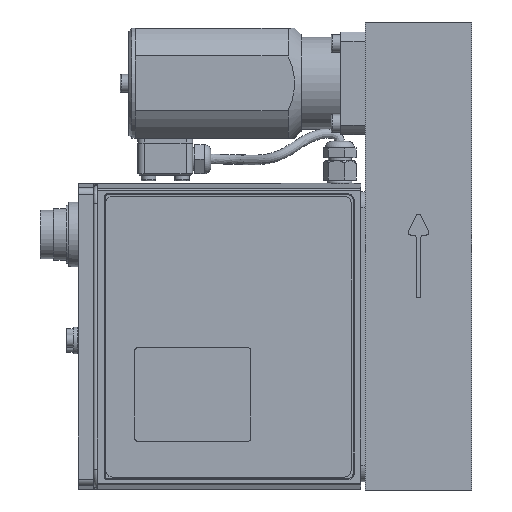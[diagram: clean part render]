
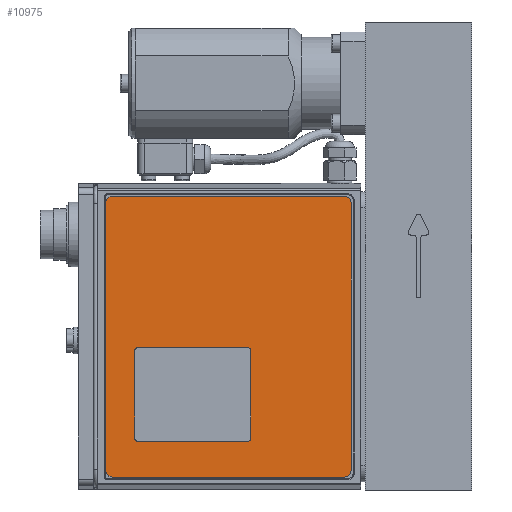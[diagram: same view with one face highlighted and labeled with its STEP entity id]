
A CAD part, left-side view. The second image highlights one B-rep face of the part: STEP entity #10975.
In plain terms, the highlighted planar face has unit normal (-1, 0, 0).
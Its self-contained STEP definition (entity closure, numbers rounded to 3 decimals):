
#682=LINE('',#18145,#1470);
#685=LINE('',#18153,#1473);
#688=LINE('',#18161,#1476);
#691=LINE('',#18169,#1479);
#694=LINE('',#18177,#1482);
#698=LINE('',#18186,#1486);
#701=LINE('',#18194,#1489);
#704=LINE('',#18202,#1492);
#1470=VECTOR('',#14101,34.);
#1473=VECTOR('',#14110,27.);
#1476=VECTOR('',#14119,34.);
#1479=VECTOR('',#14128,27.);
#1482=VECTOR('',#14137,72.);
#1486=VECTOR('',#14147,83.);
#1489=VECTOR('',#14156,72.);
#1492=VECTOR('',#14165,83.);
#2231=PLANE('',#11955);
#2491=FACE_BOUND('',#3678,.T.);
#2956=FACE_OUTER_BOUND('',#3677,.T.);
#3677=EDGE_LOOP('',(#8671,#8672,#8673,#8674,#8675,#8676,#8677,#8678));
#3678=EDGE_LOOP('',(#8679,#8680,#8681,#8682,#8683,#8684,#8685,#8686));
#4458=CIRCLE('',#11933,1.);
#4459=CIRCLE('',#11936,1.);
#4460=CIRCLE('',#11939,1.);
#4461=CIRCLE('',#11942,1.);
#4462=CIRCLE('',#11945,2.);
#4463=CIRCLE('',#11948,2.);
#4464=CIRCLE('',#11951,2.);
#4465=CIRCLE('',#11954,2.);
#5220=VERTEX_POINT('',#18142);
#5221=VERTEX_POINT('',#18144);
#5222=VERTEX_POINT('',#18148);
#5223=VERTEX_POINT('',#18152);
#5224=VERTEX_POINT('',#18156);
#5225=VERTEX_POINT('',#18160);
#5226=VERTEX_POINT('',#18164);
#5227=VERTEX_POINT('',#18168);
#5228=VERTEX_POINT('',#18174);
#5229=VERTEX_POINT('',#18176);
#5230=VERTEX_POINT('',#18180);
#5231=VERTEX_POINT('',#18184);
#5232=VERTEX_POINT('',#18188);
#5233=VERTEX_POINT('',#18192);
#5234=VERTEX_POINT('',#18196);
#5235=VERTEX_POINT('',#18200);
#6459=EDGE_CURVE('',#5221,#5220,#682,.T.);
#6461=EDGE_CURVE('',#5222,#5221,#4458,.T.);
#6463=EDGE_CURVE('',#5223,#5222,#685,.T.);
#6465=EDGE_CURVE('',#5224,#5223,#4459,.T.);
#6467=EDGE_CURVE('',#5225,#5224,#688,.T.);
#6469=EDGE_CURVE('',#5226,#5225,#4460,.T.);
#6471=EDGE_CURVE('',#5227,#5226,#691,.T.);
#6473=EDGE_CURVE('',#5220,#5227,#4461,.T.);
#6475=EDGE_CURVE('',#5228,#5229,#694,.T.);
#6478=EDGE_CURVE('',#5230,#5228,#4462,.T.);
#6480=EDGE_CURVE('',#5231,#5230,#698,.T.);
#6482=EDGE_CURVE('',#5232,#5231,#4463,.T.);
#6484=EDGE_CURVE('',#5233,#5232,#701,.T.);
#6486=EDGE_CURVE('',#5234,#5233,#4464,.T.);
#6488=EDGE_CURVE('',#5235,#5234,#704,.T.);
#6489=EDGE_CURVE('',#5229,#5235,#4465,.T.);
#8671=ORIENTED_EDGE('',*,*,#6489,.F.);
#8672=ORIENTED_EDGE('',*,*,#6475,.F.);
#8673=ORIENTED_EDGE('',*,*,#6478,.F.);
#8674=ORIENTED_EDGE('',*,*,#6480,.F.);
#8675=ORIENTED_EDGE('',*,*,#6482,.F.);
#8676=ORIENTED_EDGE('',*,*,#6484,.F.);
#8677=ORIENTED_EDGE('',*,*,#6486,.F.);
#8678=ORIENTED_EDGE('',*,*,#6488,.F.);
#8679=ORIENTED_EDGE('',*,*,#6459,.T.);
#8680=ORIENTED_EDGE('',*,*,#6473,.T.);
#8681=ORIENTED_EDGE('',*,*,#6471,.T.);
#8682=ORIENTED_EDGE('',*,*,#6469,.T.);
#8683=ORIENTED_EDGE('',*,*,#6467,.T.);
#8684=ORIENTED_EDGE('',*,*,#6465,.T.);
#8685=ORIENTED_EDGE('',*,*,#6463,.T.);
#8686=ORIENTED_EDGE('',*,*,#6461,.T.);
#10975=ADVANCED_FACE('',(#2956,#2491),#2231,.T.);
#11933=AXIS2_PLACEMENT_3D('',#18149,#14105,#14106);
#11936=AXIS2_PLACEMENT_3D('',#18157,#14114,#14115);
#11939=AXIS2_PLACEMENT_3D('',#18165,#14123,#14124);
#11942=AXIS2_PLACEMENT_3D('',#18172,#14132,#14133);
#11945=AXIS2_PLACEMENT_3D('',#18182,#14142,#14143);
#11948=AXIS2_PLACEMENT_3D('',#18190,#14151,#14152);
#11951=AXIS2_PLACEMENT_3D('',#18198,#14160,#14161);
#11954=AXIS2_PLACEMENT_3D('',#18204,#14168,#14169);
#11955=AXIS2_PLACEMENT_3D('',#18205,#14170,#14171);
#14101=DIRECTION('',(0.,1.,0.));
#14105=DIRECTION('center_axis',(1.,0.,0.));
#14106=DIRECTION('ref_axis',(0.,0.,
-1.));
#14110=DIRECTION('',(0.,0.,-1.));
#14114=DIRECTION('center_axis',(1.,0.,0.));
#14115=DIRECTION('ref_axis',(0.,-1.,0.));
#14119=DIRECTION('',(0.,-1.,0.));
#14123=DIRECTION('center_axis',(1.,0.,0.));
#14124=DIRECTION('ref_axis',(0.,0.,
1.));
#14128=DIRECTION('',(0.,0.,1.));
#14132=DIRECTION('center_axis',(1.,0.,0.));
#14133=DIRECTION('ref_axis',(0.,1.,0.));
#14137=DIRECTION('',(0.,1.,0.));
#14142=DIRECTION('center_axis',(1.,0.,0.));
#14143=DIRECTION('ref_axis',(0.,0.,
1.));
#14147=DIRECTION('',(0.,0.,-1.));
#14151=DIRECTION('center_axis',(1.,0.,0.));
#14152=DIRECTION('ref_axis',(0.,1.,0.));
#14156=DIRECTION('',(0.,-1.,0.));
#14160=DIRECTION('center_axis',(1.,0.,0.));
#14161=DIRECTION('ref_axis',(0.,0.,
-1.));
#14165=DIRECTION('',(0.,0.,1.));
#14168=DIRECTION('center_axis',(1.,0.,0.));
#14169=DIRECTION('ref_axis',(0.,-1.,0.));
#14170=DIRECTION('center_axis',(-1.,0.,0.));
#14171=DIRECTION('ref_axis',(0.,0.,
1.));
#18142=CARTESIAN_POINT('',(-15.279,-75.196,29.224));
#18144=CARTESIAN_POINT('',(-15.279,-109.196,29.224));
#18145=CARTESIAN_POINT('',(-15.279,-89.196,29.224));
#18148=CARTESIAN_POINT('',(-15.279,-110.196,30.224));
#18149=CARTESIAN_POINT('Origin',(-15.279,-109.196,30.224));
#18152=CARTESIAN_POINT('',(-15.279,-110.196,57.224));
#18153=CARTESIAN_POINT('',(-15.279,-110.196,45.924));
#18156=CARTESIAN_POINT('',(-15.279,-109.196,58.224));
#18157=CARTESIAN_POINT('Origin',(-15.279,-109.196,57.224));
#18160=CARTESIAN_POINT('',(-15.279,-75.196,58.224));
#18161=CARTESIAN_POINT('',(-15.279,-106.196,58.224));
#18164=CARTESIAN_POINT('',(-15.279,-74.196,57.224));
#18165=CARTESIAN_POINT('Origin',(-15.279,-75.196,57.224));
#18168=CARTESIAN_POINT('',(-15.279,-74.196,30.224));
#18169=CARTESIAN_POINT('',(-15.279,-74.196,59.424));
#18172=CARTESIAN_POINT('Origin',(-15.279,-75.196,30.224));
#18174=CARTESIAN_POINT('',(-15.279,-139.196,18.124));
#18176=CARTESIAN_POINT('',(-15.279,-67.196,18.124));
#18177=CARTESIAN_POINT('',(-15.279,-139.196,18.124));
#18180=CARTESIAN_POINT('',(-15.279,-141.196,20.124));
#18182=CARTESIAN_POINT('Origin',(-15.279,-139.196,20.124));
#18184=CARTESIAN_POINT('',(-15.279,-141.196,103.124));
#18186=CARTESIAN_POINT('',(-15.279,-141.196,103.124));
#18188=CARTESIAN_POINT('',(-15.279,-139.196,105.124));
#18190=CARTESIAN_POINT('Origin',(-15.279,-139.196,103.124));
#18192=CARTESIAN_POINT('',(-15.279,-67.196,105.124));
#18194=CARTESIAN_POINT('',(-15.279,-67.196,105.124));
#18196=CARTESIAN_POINT('',(-15.279,-65.196,103.124));
#18198=CARTESIAN_POINT('Origin',(-15.279,-67.196,103.124));
#18200=CARTESIAN_POINT('',(-15.279,-65.196,20.124));
#18202=CARTESIAN_POINT('',(-15.279,-65.196,20.124));
#18204=CARTESIAN_POINT('Origin',(-15.279,-67.196,20.124));
#18205=CARTESIAN_POINT('Origin',(-15.279,-103.196,61.624));
